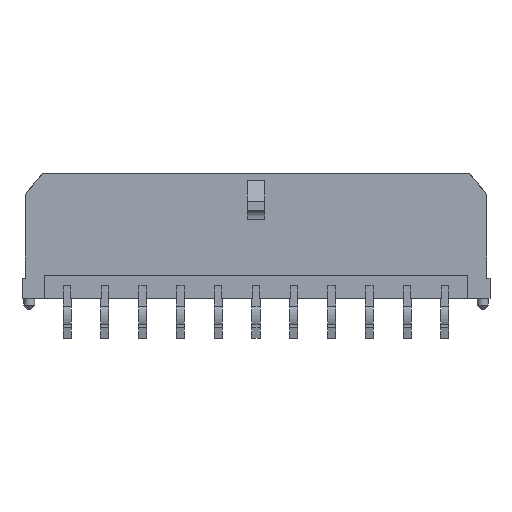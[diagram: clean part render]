
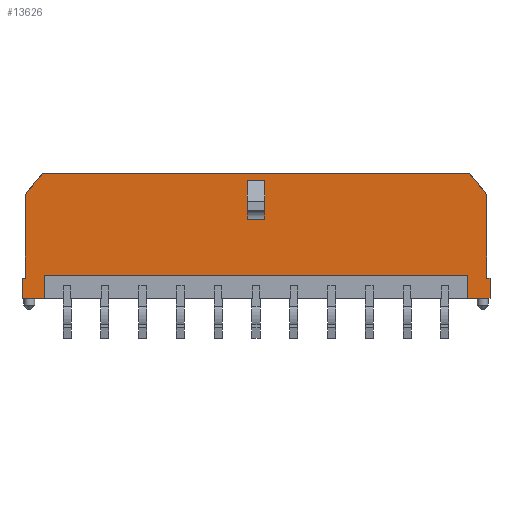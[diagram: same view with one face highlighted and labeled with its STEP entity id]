
A CAD part, front view. The second image highlights one B-rep face of the part: STEP entity #13626.
In plain terms, the highlighted planar face has unit normal (0, -1, 0).
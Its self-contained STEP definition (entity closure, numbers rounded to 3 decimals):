
#56 = VERTEX_POINT('',#57);
#57 = CARTESIAN_POINT('',(33.325,-4.9,1.595));
#63 = EDGE_CURVE('',#56,#64,#66,.T.);
#64 = VERTEX_POINT('',#65);
#65 = CARTESIAN_POINT('',(33.325,-4.9,8.255));
#66 = LINE('',#67,#68);
#67 = CARTESIAN_POINT('',(33.325,-4.9,1.595));
#68 = VECTOR('',#69,1.);
#69 = DIRECTION('',(0.,0.,1.));
#365 = VERTEX_POINT('',#366);
#366 = CARTESIAN_POINT('',(-1.925,-4.9,9.905));
#372 = EDGE_CURVE('',#373,#365,#375,.T.);
#373 = VERTEX_POINT('',#374);
#374 = CARTESIAN_POINT('',(-3.325,-4.9,8.255));
#375 = LINE('',#376,#377);
#376 = CARTESIAN_POINT('',(-3.325,-4.9,8.255));
#377 = VECTOR('',#378,1.);
#378 = DIRECTION('',(0.647,0.,0.763));
#614 = EDGE_CURVE('',#615,#373,#617,.T.);
#615 = VERTEX_POINT('',#616);
#616 = CARTESIAN_POINT('',(-3.325,-4.9,1.595));
#617 = LINE('',#618,#619);
#618 = CARTESIAN_POINT('',(-3.325,-4.9,1.595));
#619 = VECTOR('',#620,1.);
#620 = DIRECTION('',(0.,0.,1.));
#884 = VERTEX_POINT('',#885);
#885 = CARTESIAN_POINT('',(31.925,-4.9,9.905));
#891 = EDGE_CURVE('',#884,#365,#892,.T.);
#892 = LINE('',#893,#894);
#893 = CARTESIAN_POINT('',(31.925,-4.9,9.905));
#894 = VECTOR('',#895,1.);
#895 = DIRECTION('',(-1.,0.,0.));
#6999 = VERTEX_POINT('',#7000);
#7000 = CARTESIAN_POINT('',(-3.575,-4.9,-0.005));
#7006 = EDGE_CURVE('',#6999,#7007,#7009,.T.);
#7007 = VERTEX_POINT('',#7008);
#7008 = CARTESIAN_POINT('',(-1.805,-4.9,-0.005));
#7009 = LINE('',#7010,#7011);
#7010 = CARTESIAN_POINT('',(-3.575,-4.9,-0.005));
#7011 = VECTOR('',#7012,1.);
#7012 = DIRECTION('',(1.,0.,0.));
#7578 = VERTEX_POINT('',#7579);
#7579 = CARTESIAN_POINT('',(31.805,-4.9,-0.005));
#7585 = EDGE_CURVE('',#7578,#7586,#7588,.T.);
#7586 = VERTEX_POINT('',#7587);
#7587 = CARTESIAN_POINT('',(33.575,-4.9,-0.005));
#7588 = LINE('',#7589,#7590);
#7589 = CARTESIAN_POINT('',(31.805,-4.9,-0.005));
#7590 = VECTOR('',#7591,1.);
#7591 = DIRECTION('',(1.,0.,0.));
#13542 = EDGE_CURVE('',#615,#13543,#13545,.T.);
#13543 = VERTEX_POINT('',#13544);
#13544 = CARTESIAN_POINT('',(-3.575,-4.9,1.595));
#13545 = LINE('',#13546,#13547);
#13546 = CARTESIAN_POINT('',(-3.325,-4.9,1.595));
#13547 = VECTOR('',#13548,1.);
#13548 = DIRECTION('',(-1.,0.,0.));
#13589 = VERTEX_POINT('',#13590);
#13590 = CARTESIAN_POINT('',(33.575,-4.9,1.595));
#13596 = EDGE_CURVE('',#56,#13589,#13597,.T.);
#13597 = LINE('',#13598,#13599);
#13598 = CARTESIAN_POINT('',(33.325,-4.9,1.595));
#13599 = VECTOR('',#13600,1.);
#13600 = DIRECTION('',(1.,0.,0.));
#13626 = ADVANCED_FACE('',(#13627,#13677),#13711,.T.);
#13627 = FACE_BOUND('',#13628,.F.);
#13628 = EDGE_LOOP('',(#13629,#13637,#13645,#13651,#13652,#13658,#13659,
    #13660,#13661,#13662,#13668,#13669,#13670,#13676));
#13629 = ORIENTED_EDGE('',*,*,#13630,.T.);
#13630 = EDGE_CURVE('',#7578,#13631,#13633,.T.);
#13631 = VERTEX_POINT('',#13632);
#13632 = CARTESIAN_POINT('',(31.805,-4.9,1.845));
#13633 = LINE('',#13634,#13635);
#13634 = CARTESIAN_POINT('',(31.805,-4.9,-0.005));
#13635 = VECTOR('',#13636,1.);
#13636 = DIRECTION('',(0.,0.,1.));
#13637 = ORIENTED_EDGE('',*,*,#13638,.T.);
#13638 = EDGE_CURVE('',#13631,#13639,#13641,.T.);
#13639 = VERTEX_POINT('',#13640);
#13640 = CARTESIAN_POINT('',(-1.805,-4.9,1.845));
#13641 = LINE('',#13642,#13643);
#13642 = CARTESIAN_POINT('',(31.805,-4.9,1.845));
#13643 = VECTOR('',#13644,1.);
#13644 = DIRECTION('',(-1.,0.,0.));
#13645 = ORIENTED_EDGE('',*,*,#13646,.F.);
#13646 = EDGE_CURVE('',#7007,#13639,#13647,.T.);
#13647 = LINE('',#13648,#13649);
#13648 = CARTESIAN_POINT('',(-1.805,-4.9,-0.005));
#13649 = VECTOR('',#13650,1.);
#13650 = DIRECTION('',(0.,0.,1.));
#13651 = ORIENTED_EDGE('',*,*,#7006,.F.);
#13652 = ORIENTED_EDGE('',*,*,#13653,.T.);
#13653 = EDGE_CURVE('',#6999,#13543,#13654,.T.);
#13654 = LINE('',#13655,#13656);
#13655 = CARTESIAN_POINT('',(-3.575,-4.9,-0.005));
#13656 = VECTOR('',#13657,1.);
#13657 = DIRECTION('',(0.,0.,1.));
#13658 = ORIENTED_EDGE('',*,*,#13542,.F.);
#13659 = ORIENTED_EDGE('',*,*,#614,.T.);
#13660 = ORIENTED_EDGE('',*,*,#372,.T.);
#13661 = ORIENTED_EDGE('',*,*,#891,.F.);
#13662 = ORIENTED_EDGE('',*,*,#13663,.T.);
#13663 = EDGE_CURVE('',#884,#64,#13664,.T.);
#13664 = LINE('',#13665,#13666);
#13665 = CARTESIAN_POINT('',(31.925,-4.9,9.905));
#13666 = VECTOR('',#13667,1.);
#13667 = DIRECTION('',(0.647,-0.,-0.763));
#13668 = ORIENTED_EDGE('',*,*,#63,.F.);
#13669 = ORIENTED_EDGE('',*,*,#13596,.T.);
#13670 = ORIENTED_EDGE('',*,*,#13671,.T.);
#13671 = EDGE_CURVE('',#13589,#7586,#13672,.T.);
#13672 = LINE('',#13673,#13674);
#13673 = CARTESIAN_POINT('',(33.575,-4.9,1.595));
#13674 = VECTOR('',#13675,1.);
#13675 = DIRECTION('',(0.,0.,-1.));
#13676 = ORIENTED_EDGE('',*,*,#7585,.F.);
#13677 = FACE_BOUND('',#13678,.F.);
#13678 = EDGE_LOOP('',(#13679,#13689,#13697,#13705));
#13679 = ORIENTED_EDGE('',*,*,#13680,.F.);
#13680 = EDGE_CURVE('',#13681,#13683,#13685,.T.);
#13681 = VERTEX_POINT('',#13682);
#13682 = CARTESIAN_POINT('',(15.7,-4.9,9.365));
#13683 = VERTEX_POINT('',#13684);
#13684 = CARTESIAN_POINT('',(15.7,-4.9,6.279));
#13685 = LINE('',#13686,#13687);
#13686 = CARTESIAN_POINT('',(15.7,-4.9,9.365));
#13687 = VECTOR('',#13688,1.);
#13688 = DIRECTION('',(0.,0.,-1.));
#13689 = ORIENTED_EDGE('',*,*,#13690,.T.);
#13690 = EDGE_CURVE('',#13681,#13691,#13693,.T.);
#13691 = VERTEX_POINT('',#13692);
#13692 = CARTESIAN_POINT('',(14.3,-4.9,9.365));
#13693 = LINE('',#13694,#13695);
#13694 = CARTESIAN_POINT('',(15.7,-4.9,9.365));
#13695 = VECTOR('',#13696,1.);
#13696 = DIRECTION('',(-1.,0.,0.));
#13697 = ORIENTED_EDGE('',*,*,#13698,.T.);
#13698 = EDGE_CURVE('',#13691,#13699,#13701,.T.);
#13699 = VERTEX_POINT('',#13700);
#13700 = CARTESIAN_POINT('',(14.3,-4.9,6.279));
#13701 = LINE('',#13702,#13703);
#13702 = CARTESIAN_POINT('',(14.3,-4.9,9.365));
#13703 = VECTOR('',#13704,1.);
#13704 = DIRECTION('',(0.,0.,-1.));
#13705 = ORIENTED_EDGE('',*,*,#13706,.F.);
#13706 = EDGE_CURVE('',#13683,#13699,#13707,.T.);
#13707 = LINE('',#13708,#13709);
#13708 = CARTESIAN_POINT('',(15.7,-4.9,6.279));
#13709 = VECTOR('',#13710,1.);
#13710 = DIRECTION('',(-1.,0.,0.));
#13711 = PLANE('',#13712);
#13712 = AXIS2_PLACEMENT_3D('',#13713,#13714,#13715);
#13713 = CARTESIAN_POINT('',(33.325,-4.9,-0.005));
#13714 = DIRECTION('',(0.,-1.,0.));
#13715 = DIRECTION('',(0.,0.,1.));
